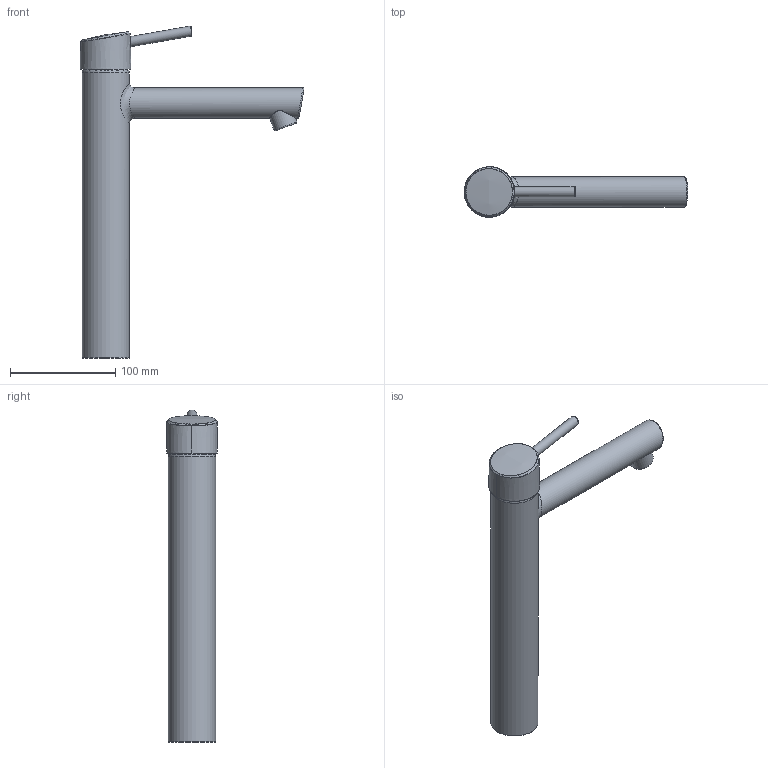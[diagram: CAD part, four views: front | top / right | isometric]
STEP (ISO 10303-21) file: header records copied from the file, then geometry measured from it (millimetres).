
FILE_DESCRIPTION(/* description */ ('Unknown'),/* implementation_level */ '2;1');
FILE_NAME(/* name */ '23920001',/* time_stamp */ '2022-09-08T18:38:42+02:00',/* author */ ('Unknown'),/* organization */ ('GROHE AG'),/* preprocessor_version */ 'ST-DEVELOPER v16.7',/* originating_system */ 'DEX',/* authorisation */ $);
FILE_SCHEMA (('AUTOMOTIVE_DESIGN {1 0 10303 214 3 1 1}'));
Length unit declared in the file: millimetre
Products named in the file (4): 23920001; 07844138_HEBEL_EHM-_OHM_LEVER_01148499; EXTRUDE#
Assembly tree (3 placements, depth 2):
  23920001
    23920001
    07844138_HEBEL_EHM-_OHM_LEVER_01148499
    EXTRUDE#
Bounding box: 212.94 x 48.22 x 316.07 mm (x, y, z)
Volume: 192288.5 mm3; surface area: 127207.4 mm2
Topology: 3 solids, 5 shells, 267 faces, 623 edges, 368 vertices
Faces by surface type: bspline 115, plane 52, cylinder 50, torus 26, cone 16, sphere 8
Full cylindrical faces by diameter (mm): 4.2 x2, 4.917 x1, 9.5 x1, 16.376 x1, 18.6 x1, 23 x1, 23.15 x1, 23.5 x1, 29 x1, 34.5 x2, 36 x2, 36.376 x2, 36.4 x1, 36.917 x1, 39 x3, 45 x1
Entity records: 13696 total; most frequent: CARTESIAN_POINT 6850, ORIENTED_EDGE 1094, DIRECTION 846, EDGE_CURVE 547, AXIS2_PLACEMENT_3D 386, VERTEX_POINT 342, FACE_BOUND 323, EDGE_LOOP 322
